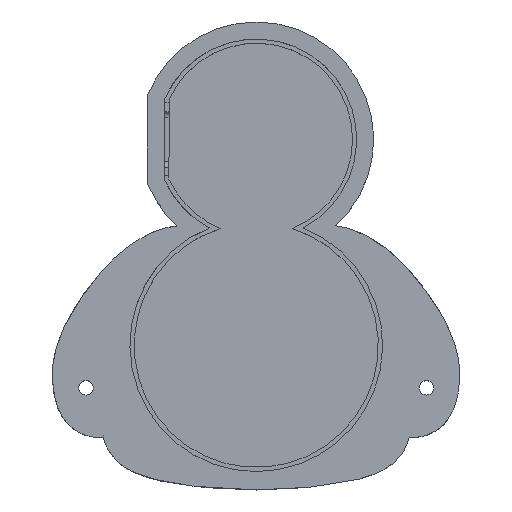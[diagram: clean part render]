
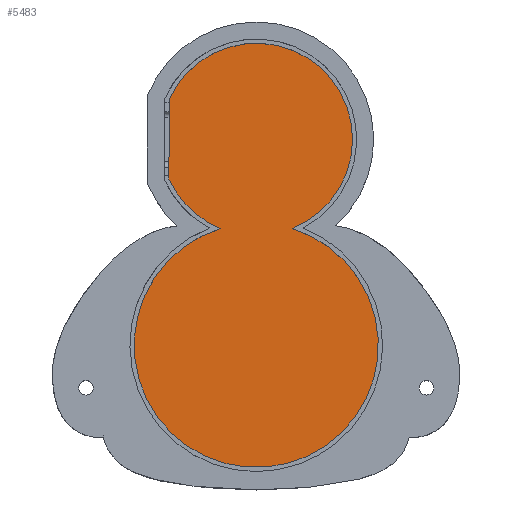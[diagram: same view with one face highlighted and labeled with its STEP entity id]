
A CAD part, top view. The second image highlights one B-rep face of the part: STEP entity #5483.
In plain terms, the highlighted planar face has unit normal (0, 0, 1).
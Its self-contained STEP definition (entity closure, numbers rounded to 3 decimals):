
#649=PLANE('',#5658);
#934=FACE_OUTER_BOUND('',#1254,.T.);
#1254=EDGE_LOOP('',(#5074,#5075,#5076,#5077));
#1659=LINE('',#11748,#2088);
#2088=VECTOR('',#6342,10.);
#2162=CIRCLE('',#5651,29.69);
#2163=CIRCLE('',#5653,23.58);
#2164=CIRCLE('',#5655,23.58);
#2686=VERTEX_POINT('',#11746);
#2687=VERTEX_POINT('',#11747);
#2688=VERTEX_POINT('',#11755);
#2689=VERTEX_POINT('',#11756);
#3482=EDGE_CURVE('',#2686,#2687,#1659,.T.);
#3487=EDGE_CURVE('',#2688,#2689,#2162,.T.);
#3490=EDGE_CURVE('',#2687,#2688,#2163,.T.);
#3491=EDGE_CURVE('',#2689,#2686,#2164,.T.);
#5074=ORIENTED_EDGE('',*,*,#3490,.T.);
#5075=ORIENTED_EDGE('',*,*,#3487,.T.);
#5076=ORIENTED_EDGE('',*,*,#3491,.T.);
#5077=ORIENTED_EDGE('',*,*,#3482,.T.);
#5483=ADVANCED_FACE('',(#934),#649,.T.);
#5651=AXIS2_PLACEMENT_3D('',#11757,#6351,#6352);
#5653=AXIS2_PLACEMENT_3D('',#11761,#6357,#6358);
#5655=AXIS2_PLACEMENT_3D('',#11763,#6361,#6362);
#5658=AXIS2_PLACEMENT_3D('',#11766,#6367,#6368);
#6342=DIRECTION('',(0.001,-1.,0.));
#6351=DIRECTION('center_axis',(0.,0.,1.));
#6352=DIRECTION('ref_axis',(-0.48,0.877,0.));
#6357=DIRECTION('center_axis',(0.,0.,1.));
#6358=DIRECTION('ref_axis',(-0.922,-0.387,0.));
#6361=DIRECTION('center_axis',(0.,0.,1.));
#6362=DIRECTION('ref_axis',(0.594,-0.804,0.));
#6367=DIRECTION('center_axis',(0.,0.,1.));
#6368=DIRECTION('ref_axis',(1.,0.,0.));
#11746=CARTESIAN_POINT('',(78.405,-42.182,-8.));
#11747=CARTESIAN_POINT('',(78.419,-61.115,-8.));
#11748=CARTESIAN_POINT('',(78.419,-60.329,-8.));
#11755=CARTESIAN_POINT('',(88.934,-72.449,-8.));
#11756=CARTESIAN_POINT('',(111.076,-72.453,-8.));
#11757=CARTESIAN_POINT('Origin',(100.,-100.,-8.));
#11761=CARTESIAN_POINT('Origin',(100.008,-51.632,-8.));
#11763=CARTESIAN_POINT('Origin',(100.008,-51.632,-8.));
#11766=CARTESIAN_POINT('Origin',(100.,-78.871,-8.));
